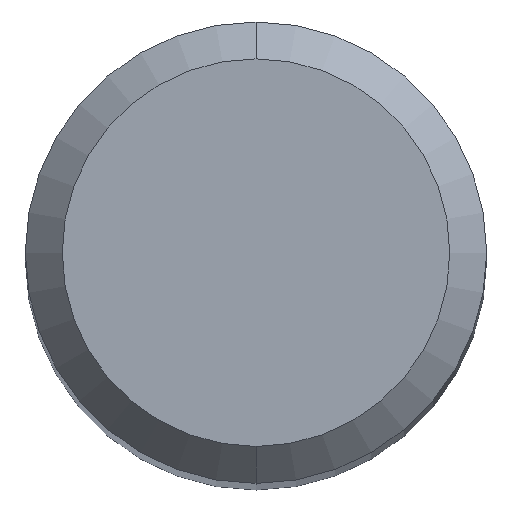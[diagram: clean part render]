
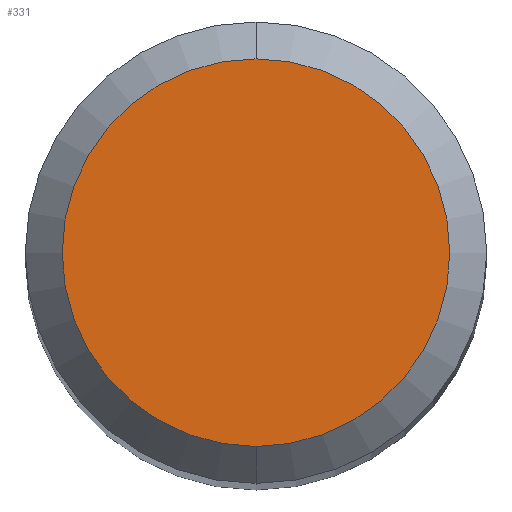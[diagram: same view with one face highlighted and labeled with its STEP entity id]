
A CAD part, top view. The second image highlights one B-rep face of the part: STEP entity #331.
In plain terms, the highlighted planar face has unit normal (0, 0, 1).
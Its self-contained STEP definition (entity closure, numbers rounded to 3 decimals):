
#207=VERTEX_POINT('',#503);
#331=ADVANCED_FACE('',(#638),#639,.T.);
#347=VERTEX_POINT('',#655);
#373=EDGE_CURVE('',#207,#347,#683,.T.);
#431=EDGE_CURVE('',#347,#207,#747,.T.);
#503=CARTESIAN_POINT('',(0.0,2.1,40.221));
#638=FACE_OUTER_BOUND('',#1175,.T.);
#639=PLANE('',#1176);
#655=CARTESIAN_POINT('',(0.,-2.1,40.221));
#683=CIRCLE('',#1251,2.1);
#747=CIRCLE('',#1398,2.1);
#1175=EDGE_LOOP('',(#1589,#1590));
#1176=AXIS2_PLACEMENT_3D('',#1591,#1592,#1593);
#1251=AXIS2_PLACEMENT_3D('',#1638,#1639,#1640);
#1398=AXIS2_PLACEMENT_3D('',#1714,#1715,#1716);
#1589=ORIENTED_EDGE('',*,*,#373,.F.);
#1590=ORIENTED_EDGE('',*,*,#431,.F.);
#1591=CARTESIAN_POINT('',(0.0,1.05,40.221));
#1592=DIRECTION('',(-0.0,0.0,1.0));
#1593=DIRECTION('',(0.0,-1.0,0.0));
#1638=CARTESIAN_POINT('',(0.0,0.0,40.221));
#1639=DIRECTION('',(0.0,0.0,-1.0));
#1640=DIRECTION('',(0.0,1.0,0.0));
#1714=CARTESIAN_POINT('',(0.0,0.0,40.221));
#1715=DIRECTION('',(0.0,0.0,-1.0));
#1716=DIRECTION('',(0.0,1.0,0.0));
